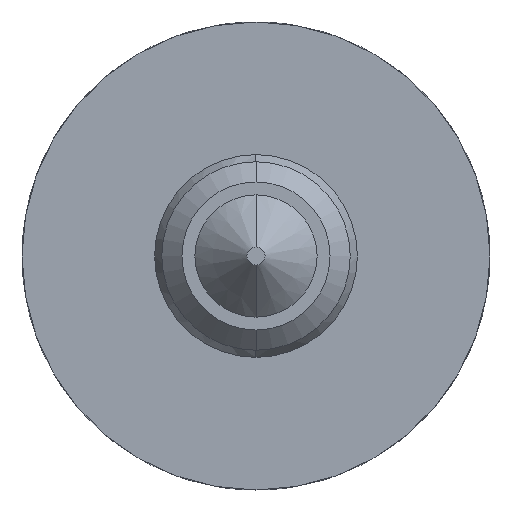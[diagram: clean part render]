
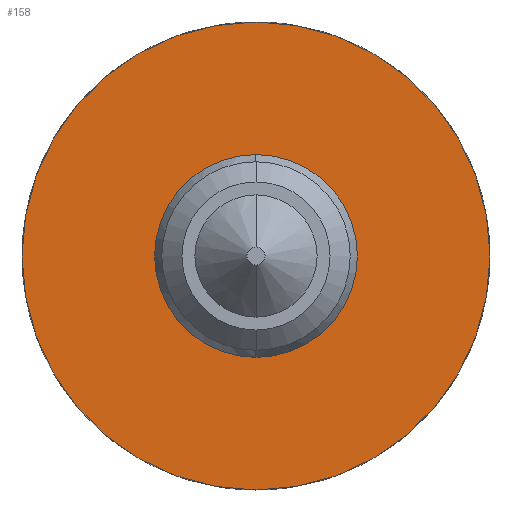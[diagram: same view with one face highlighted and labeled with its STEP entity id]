
A CAD part, front view. The second image highlights one B-rep face of the part: STEP entity #158.
In plain terms, the highlighted planar face has unit normal (0, -1, 0).
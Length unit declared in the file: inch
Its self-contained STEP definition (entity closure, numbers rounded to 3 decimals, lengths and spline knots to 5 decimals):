
#46 = VERTEX_POINT ( 'NONE', #481 ) ;
#61 = EDGE_CURVE ( 'NONE', #67, #46, #451, .T. ) ;
#67 = VERTEX_POINT ( 'NONE', #435 ) ;
#156 = EDGE_LOOP ( 'NONE', ( #187, #190 ) ) ;
#158 = ADVANCED_FACE ( 'NONE', ( #578, #508 ), #507, .F. ) ;
#187 = ORIENTED_EDGE ( 'NONE', *, *, #196, .F. ) ;
#188 = ORIENTED_EDGE ( 'NONE', *, *, #192, .F. ) ;
#189 = EDGE_LOOP ( 'NONE', ( #188, #194 ) ) ;
#190 = ORIENTED_EDGE ( 'NONE', *, *, #61, .F. ) ;
#192 = EDGE_CURVE ( 'NONE', #337, #334, #743, .T. ) ;
#194 = ORIENTED_EDGE ( 'NONE', *, *, #336, .F. ) ;
#196 = EDGE_CURVE ( 'NONE', #46, #67, #770, .T. ) ;
#334 = VERTEX_POINT ( 'NONE', #879 ) ;
#336 = EDGE_CURVE ( 'NONE', #334, #337, #948, .T. ) ;
#337 = VERTEX_POINT ( 'NONE', #944 ) ;
#435 = CARTESIAN_POINT ( 'NONE',  ( 0., -0.2875, 0.18 ) ) ;
#447 = DIRECTION ( 'NONE',  ( 0., 0., 1. ) ) ;
#448 = DIRECTION ( 'NONE',  ( 0., 1., 0. ) ) ;
#449 = CARTESIAN_POINT ( 'NONE',  ( 0., -0.2875, 0. ) ) ;
#450 = AXIS2_PLACEMENT_3D ( 'NONE', #449, #448, #447 ) ;
#451 = CIRCLE ( 'NONE', #450, 0.18 ) ;
#481 = CARTESIAN_POINT ( 'NONE',  ( 0., -0.2875, -0.18 ) ) ;
#503 = DIRECTION ( 'NONE',  ( 0., 0., 1. ) ) ;
#504 = DIRECTION ( 'NONE',  ( 0., 1., 0. ) ) ;
#505 = CARTESIAN_POINT ( 'NONE',  ( 0., -0.2875, 0. ) ) ;
#506 = AXIS2_PLACEMENT_3D ( 'NONE', #505, #504, #503 ) ;
#507 = PLANE ( 'NONE',  #506 ) ;
#508 = FACE_BOUND ( 'NONE', #189, .T. ) ;
#578 = FACE_OUTER_BOUND ( 'NONE', #156, .T. ) ;
#743 = CIRCLE ( 'NONE', #795, 0.078 ) ;
#767 = DIRECTION ( 'NONE',  ( 0., 0., 1. ) ) ;
#768 = DIRECTION ( 'NONE',  ( 0., 1., 0. ) ) ;
#769 = AXIS2_PLACEMENT_3D ( 'NONE', #796, #768, #767 ) ;
#770 = CIRCLE ( 'NONE', #769, 0.18 ) ;
#793 = DIRECTION ( 'NONE',  ( 0., 0., 1. ) ) ;
#794 = DIRECTION ( 'NONE',  ( 0., -1., 0. ) ) ;
#795 = AXIS2_PLACEMENT_3D ( 'NONE', #820, #794, #793 ) ;
#796 = CARTESIAN_POINT ( 'NONE',  ( 0., -0.2875, 0. ) ) ;
#820 = CARTESIAN_POINT ( 'NONE',  ( 0., -0.2875, 0. ) ) ;
#878 = CARTESIAN_POINT ( 'NONE',  ( 0., -0.2875, 0. ) ) ;
#879 = CARTESIAN_POINT ( 'NONE',  ( 0., -0.2875, -0.078 ) ) ;
#944 = CARTESIAN_POINT ( 'NONE',  ( 0., -0.2875, 0.078 ) ) ;
#945 = DIRECTION ( 'NONE',  ( 0., 0., 1. ) ) ;
#946 = DIRECTION ( 'NONE',  ( 0., -1., 0. ) ) ;
#947 = AXIS2_PLACEMENT_3D ( 'NONE', #878, #946, #945 ) ;
#948 = CIRCLE ( 'NONE', #947, 0.078 ) ;
